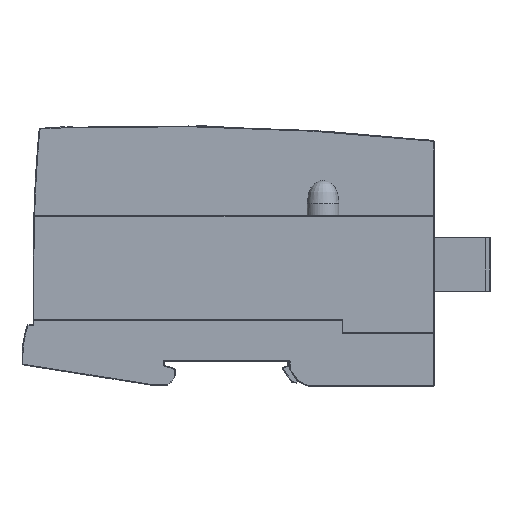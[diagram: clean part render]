
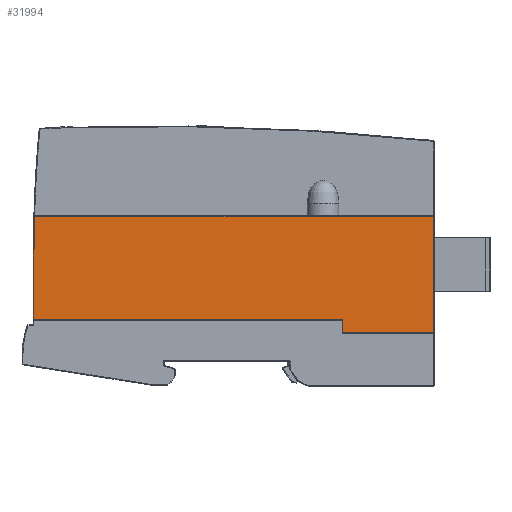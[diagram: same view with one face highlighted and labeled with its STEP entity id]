
A CAD part, left-side view. The second image highlights one B-rep face of the part: STEP entity #31994.
In plain terms, the highlighted face is planar.
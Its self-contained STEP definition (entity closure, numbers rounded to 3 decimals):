
#14588=PLANE('',#68825);
#17680=FACE_OUTER_BOUND('',#35604,.T.);
#20916=LINE('',#101446,#26832);
#20917=LINE('',#101449,#26833);
#20918=LINE('',#101451,#26834);
#20919=LINE('',#101455,#26835);
#20920=LINE('',#101457,#26836);
#20921=LINE('',#101459,#26837);
#26832=VECTOR('',#74669,1.);
#26833=VECTOR('',#74670,1.);
#26834=VECTOR('',#74671,1.);
#26835=VECTOR('',#74674,1.);
#26836=VECTOR('',#74675,1.);
#26837=VECTOR('',#74676,1.);
#31994=ADVANCED_FACE('',(#17680),#14588,.F.);
#35604=EDGE_LOOP('',(#43876,#43877,#43878,#43879,#43880,#43881,#43882));
#37977=CIRCLE('',#68824,391.3);
#43876=ORIENTED_EDGE('',*,*,#61377,.F.);
#43877=ORIENTED_EDGE('',*,*,#61378,.T.);
#43878=ORIENTED_EDGE('',*,*,#61379,.T.);
#43879=ORIENTED_EDGE('',*,*,#61380,.T.);
#43880=ORIENTED_EDGE('',*,*,#61381,.T.);
#43881=ORIENTED_EDGE('',*,*,#61382,.F.);
#43882=ORIENTED_EDGE('',*,*,#61383,.F.);
#55523=VERTEX_POINT('',#101447);
#55524=VERTEX_POINT('',#101448);
#55525=VERTEX_POINT('',#101450);
#55526=VERTEX_POINT('',#101452);
#55527=VERTEX_POINT('',#101454);
#55528=VERTEX_POINT('',#101456);
#55529=VERTEX_POINT('',#101458);
#61377=EDGE_CURVE('',#55523,#55524,#20916,.T.);
#61378=EDGE_CURVE('',#55523,#55525,#20917,.T.);
#61379=EDGE_CURVE('',#55525,#55526,#20918,.T.);
#61380=EDGE_CURVE('',#55526,#55527,#37977,.T.);
#61381=EDGE_CURVE('',#55527,#55528,#20919,.T.);
#61382=EDGE_CURVE('',#55529,#55528,#20920,.T.);
#61383=EDGE_CURVE('',#55524,#55529,#20921,.T.);
#68824=AXIS2_PLACEMENT_3D('',#101453,#74672,#74673);
#68825=AXIS2_PLACEMENT_3D('',#101460,#74677,#74678);
#74669=DIRECTION('',(0.,1.,0.));
#74670=DIRECTION('',(1.,0.,0.));
#74671=DIRECTION('',(0.,1.,0.));
#74672=DIRECTION('',(0.,0.,1.));
#74673=DIRECTION('',(-1.,0.,0.));
#74674=DIRECTION('',(-1.,0.,0.));
#74675=DIRECTION('',(0.,1.,0.));
#74676=DIRECTION('',(1.,0.,0.));
#74677=DIRECTION('',(0.,0.,-1.));
#74678=DIRECTION('',(-1.,0.,0.));
#101446=CARTESIAN_POINT('',(2.,-108.9,50.6));
#101447=CARTESIAN_POINT('',(2.,-108.7,50.6));
#101448=CARTESIAN_POINT('',(2.,-82.9,50.6));
#101449=CARTESIAN_POINT('',(35.3,-108.7,50.6));
#101450=CARTESIAN_POINT('',(35.1,-108.7,50.6));
#101451=CARTESIAN_POINT('',(35.1,-73.155,50.6));
#101452=CARTESIAN_POINT('',(35.1,4.637,50.6));
#101453=CARTESIAN_POINT('',(23.8,-386.5,50.6));
#101454=CARTESIAN_POINT('',(23.8,4.8,50.6));
#101455=CARTESIAN_POINT('',(4.5,4.8,50.6));
#101456=CARTESIAN_POINT('',(5.7,4.8,50.6));
#101457=CARTESIAN_POINT('',(5.7,-82.9,50.6));
#101458=CARTESIAN_POINT('',(5.7,-82.9,50.6));
#101459=CARTESIAN_POINT('',(2.,-82.9,50.6));
#101460=CARTESIAN_POINT('',(-13.,-73.155,50.6));
